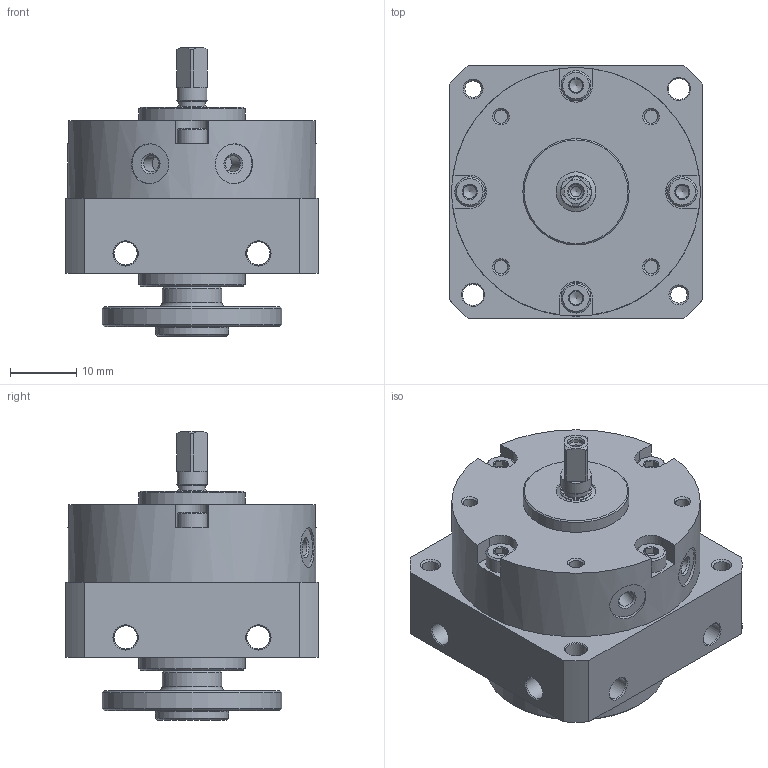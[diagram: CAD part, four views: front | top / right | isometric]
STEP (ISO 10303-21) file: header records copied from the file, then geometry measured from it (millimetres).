
FILE_DESCRIPTION(/* description */ ('STEP AP214'),/* implementation_level */ '2;1');
FILE_NAME(/* name */ '185935_DSM-8-180-P-FW',/* time_stamp */ '2024-08-21T19:15:12+02:00',/* author */ ('License CC BY-ND 4.0'),/* organization */ ('CADENAS'),/* preprocessor_version */ 'ST-DEVELOPER v19.3',/* originating_system */ 'PARTsolutions',/* authorisation */ ' ');
FILE_SCHEMA (('AUTOMOTIVE_DESIGN {1 0 10303 214 3 1 1}'));
Length unit declared in the file: millimetre
Products named in the file (3): 185935 DSM-8-180-P-FW---(90); 185935 DSM-8-180-P-FW---(90_RZ); 185935 DSM-8-180-P-FW---(K)
Assembly tree (2 placements, depth 2):
  185935 DSM-8-180-P-FW---(90)
    185935 DSM-8-180-P-FW---(90_RZ)
    185935 DSM-8-180-P-FW---(K)
Bounding box: 38 x 38 x 43.5 mm (x, y, z)
Volume: 26674.2 mm3; surface area: 12953.1 mm2
Topology: 2 solids, 2 shells, 263 faces, 582 edges, 336 vertices
Faces by surface type: plane 109, cone 90, cylinder 62, torus 2
Full cylindrical faces by diameter (mm): 1.567 x1, 2.013 x4, 2.2 x1, 2.459 x8, 3.2 x2, 3.4 x4, 3.5 x12, 4 x1, 4.5 x4, 4.6 x1, 4.8 x1, 6 x5, 9 x1, 11 x1, 16 x2, 27 x1, 28.424 x1, 37.4 x1
Entity records: 6742 total; most frequent: CARTESIAN_POINT 1217, DIRECTION 1200, ORIENTED_EDGE 914, AXIS2_PLACEMENT_3D 515, EDGE_CURVE 457, FACE_BOUND 441, EDGE_LOOP 436, VERTEX_POINT 328
